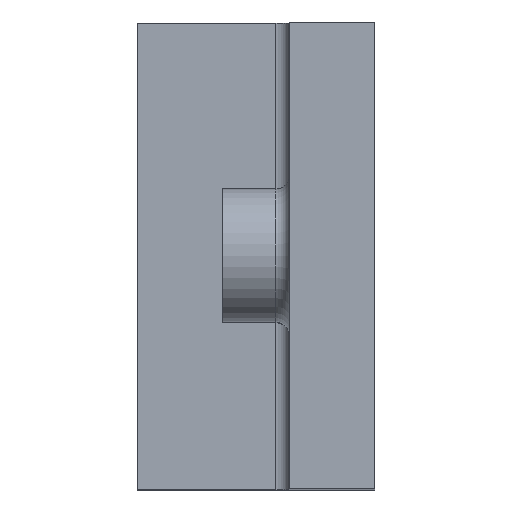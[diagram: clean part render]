
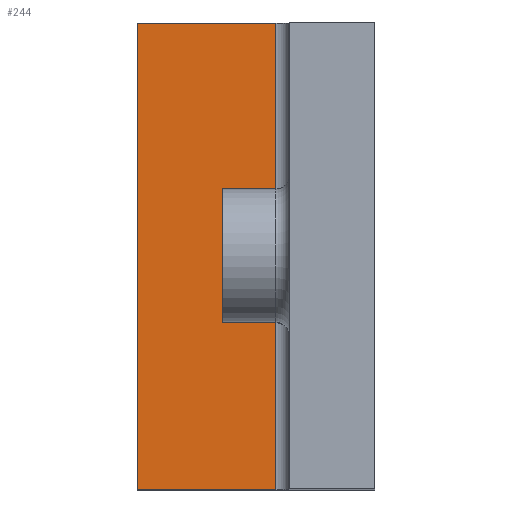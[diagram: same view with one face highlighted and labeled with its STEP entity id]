
A CAD part, top view. The second image highlights one B-rep face of the part: STEP entity #244.
In plain terms, the highlighted planar face has unit normal (0, 0, 1).
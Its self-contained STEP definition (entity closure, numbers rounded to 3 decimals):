
#192=CARTESIAN_POINT('Vertex',(-7.4,17.5,5.)) ;
#195=CARTESIAN_POINT('Line Origine',(-7.4,0.,5.)) ;
#199=CARTESIAN_POINT('Vertex',(-7.4,-17.5,5.)) ;
#214=CARTESIAN_POINT('Axis2P3D Location',(0.,-17.5,5.)) ;
#219=CARTESIAN_POINT('Line Origine',(-12.6,17.5,5.)) ;
#223=CARTESIAN_POINT('Vertex',(-17.8,17.5,5.)) ;
#226=CARTESIAN_POINT('Line Origine',(-17.8,0.,5.)) ;
#230=CARTESIAN_POINT('Vertex',(-17.8,-17.5,5.)) ;
#233=CARTESIAN_POINT('Line Origine',(-12.6,-17.5,5.)) ;
#196=DIRECTION('Vector Direction',(0.,1.,0.)) ;
#215=DIRECTION('Axis2P3D Direction',(0.,-0.,1.)) ;
#216=DIRECTION('Axis2P3D XDirection',(0.,1.,0.)) ;
#220=DIRECTION('Vector Direction',(-1.,0.,0.)) ;
#227=DIRECTION('Vector Direction',(0.,1.,0.)) ;
#234=DIRECTION('Vector Direction',(-1.,0.,0.)) ;
#217=AXIS2_PLACEMENT_3D('Plane Axis2P3D',#214,#215,#216) ;
#239=ORIENTED_EDGE('',*,*,#225,.T.) ;
#240=ORIENTED_EDGE('',*,*,#232,.T.) ;
#241=ORIENTED_EDGE('',*,*,#237,.F.) ;
#242=ORIENTED_EDGE('',*,*,#201,.F.) ;
#197=VECTOR('Line Direction',#196,1.) ;
#221=VECTOR('Line Direction',#220,1.) ;
#228=VECTOR('Line Direction',#227,1.) ;
#235=VECTOR('Line Direction',#234,1.) ;
#244=ADVANCED_FACE('Corps principal',(#243),#218,.T.) ;
#201=EDGE_CURVE('',#193,#200,#198,.F.) ;
#225=EDGE_CURVE('',#193,#224,#222,.T.) ;
#232=EDGE_CURVE('',#224,#231,#229,.F.) ;
#237=EDGE_CURVE('',#200,#231,#236,.T.) ;
#238=EDGE_LOOP('',(#239,#240,#241,#242)) ;
#243=FACE_OUTER_BOUND('',#238,.T.) ;
#198=LINE('Line',#195,#197) ;
#222=LINE('Line',#219,#221) ;
#229=LINE('Line',#226,#228) ;
#236=LINE('Line',#233,#235) ;
#218=PLANE('Plane',#217) ;
#193=VERTEX_POINT('',#192) ;
#200=VERTEX_POINT('',#199) ;
#224=VERTEX_POINT('',#223) ;
#231=VERTEX_POINT('',#230) ;
